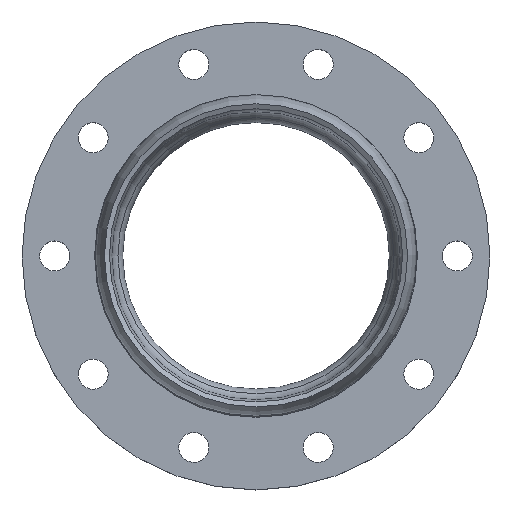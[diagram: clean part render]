
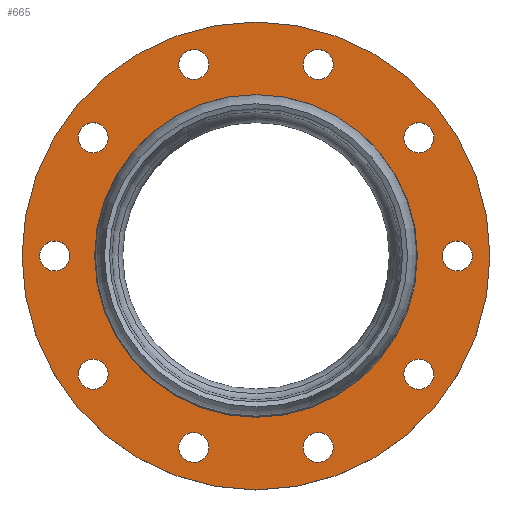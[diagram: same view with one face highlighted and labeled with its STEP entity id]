
A CAD part, top view. The second image highlights one B-rep face of the part: STEP entity #665.
In plain terms, the highlighted planar face has unit normal (0, 0, 1).
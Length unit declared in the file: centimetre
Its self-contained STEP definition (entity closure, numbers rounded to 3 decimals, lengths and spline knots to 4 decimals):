
#41=FACE_BOUND('',#113,.T.);
#42=FACE_BOUND('',#114,.T.);
#43=FACE_BOUND('',#115,.T.);
#44=FACE_BOUND('',#116,.T.);
#45=FACE_BOUND('',#117,.T.);
#46=FACE_BOUND('',#118,.T.);
#47=FACE_BOUND('',#119,.T.);
#48=FACE_BOUND('',#120,.T.);
#49=FACE_BOUND('',#121,.T.);
#50=FACE_BOUND('',#122,.T.);
#51=FACE_BOUND('',#123,.T.);
#63=PLANE('',#726);
#75=FACE_OUTER_BOUND('',#112,.T.);
#112=EDGE_LOOP('',(#483));
#113=EDGE_LOOP('',(#484));
#114=EDGE_LOOP('',(#485));
#115=EDGE_LOOP('',(#486));
#116=EDGE_LOOP('',(#487));
#117=EDGE_LOOP('',(#488));
#118=EDGE_LOOP('',(#489));
#119=EDGE_LOOP('',(#490));
#120=EDGE_LOOP('',(#491));
#121=EDGE_LOOP('',(#492));
#122=EDGE_LOOP('',(#493));
#123=EDGE_LOOP('',(#494));
#207=CIRCLE('',#697,5.5);
#209=CIRCLE('',#700,5.5);
#211=CIRCLE('',#703,5.5);
#213=CIRCLE('',#706,5.5);
#215=CIRCLE('',#709,5.5);
#217=CIRCLE('',#712,5.5);
#219=CIRCLE('',#715,5.5);
#221=CIRCLE('',#718,5.5);
#223=CIRCLE('',#721,5.5);
#225=CIRCLE('',#724,5.5);
#227=CIRCLE('',#727,86.);
#228=CIRCLE('',#728,57.7);
#282=VERTEX_POINT('',#1065);
#284=VERTEX_POINT('',#1071);
#286=VERTEX_POINT('',#1077);
#288=VERTEX_POINT('',#1083);
#290=VERTEX_POINT('',#1089);
#292=VERTEX_POINT('',#1095);
#294=VERTEX_POINT('',#1101);
#296=VERTEX_POINT('',#1107);
#298=VERTEX_POINT('',#1113);
#300=VERTEX_POINT('',#1119);
#302=VERTEX_POINT('',#1125);
#303=VERTEX_POINT('',#1127);
#345=EDGE_CURVE('',#282,#282,#207,.T.);
#348=EDGE_CURVE('',#284,#284,#209,.T.);
#351=EDGE_CURVE('',#286,#286,#211,.T.);
#354=EDGE_CURVE('',#288,#288,#213,.T.);
#357=EDGE_CURVE('',#290,#290,#215,.T.);
#360=EDGE_CURVE('',#292,#292,#217,.T.);
#363=EDGE_CURVE('',#294,#294,#219,.T.);
#366=EDGE_CURVE('',#296,#296,#221,.T.);
#369=EDGE_CURVE('',#298,#298,#223,.T.);
#372=EDGE_CURVE('',#300,#300,#225,.T.);
#375=EDGE_CURVE('',#302,#302,#227,.T.);
#376=EDGE_CURVE('',#303,#303,#228,.T.);
#483=ORIENTED_EDGE('',*,*,#375,.T.);
#484=ORIENTED_EDGE('',*,*,#345,.T.);
#485=ORIENTED_EDGE('',*,*,#348,.T.);
#486=ORIENTED_EDGE('',*,*,#351,.T.);
#487=ORIENTED_EDGE('',*,*,#354,.T.);
#488=ORIENTED_EDGE('',*,*,#357,.T.);
#489=ORIENTED_EDGE('',*,*,#360,.T.);
#490=ORIENTED_EDGE('',*,*,#363,.T.);
#491=ORIENTED_EDGE('',*,*,#366,.T.);
#492=ORIENTED_EDGE('',*,*,#369,.T.);
#493=ORIENTED_EDGE('',*,*,#372,.T.);
#494=ORIENTED_EDGE('',*,*,#376,.F.);
#665=ADVANCED_FACE('',(#75,#41,#42,#43,#44,#45,#46,#47,#48,#49,#50,#51),
#63,.T.);
#697=AXIS2_PLACEMENT_3D('',#1066,#815,#816);
#700=AXIS2_PLACEMENT_3D('',#1072,#822,#823);
#703=AXIS2_PLACEMENT_3D('',#1078,#829,#830);
#706=AXIS2_PLACEMENT_3D('',#1084,#836,#837);
#709=AXIS2_PLACEMENT_3D('',#1090,#843,#844);
#712=AXIS2_PLACEMENT_3D('',#1096,#850,#851);
#715=AXIS2_PLACEMENT_3D('',#1102,#857,#858);
#718=AXIS2_PLACEMENT_3D('',#1108,#864,#865);
#721=AXIS2_PLACEMENT_3D('',#1114,#871,#872);
#724=AXIS2_PLACEMENT_3D('',#1120,#878,#879);
#726=AXIS2_PLACEMENT_3D('',#1124,#883,#884);
#727=AXIS2_PLACEMENT_3D('',#1126,#885,#886);
#728=AXIS2_PLACEMENT_3D('',#1128,#887,#888);
#815=DIRECTION('center_axis',(0.,0.,
-1.));
#816=DIRECTION('ref_axis',(0.309,-0.951,0.));
#822=DIRECTION('center_axis',(0.,0.,
-1.));
#823=DIRECTION('ref_axis',(-0.309,-0.951,0.));
#829=DIRECTION('center_axis',(0.,0.,
-1.));
#830=DIRECTION('ref_axis',(1.,0.,0.));
#836=DIRECTION('center_axis',(0.,0.,
-1.));
#837=DIRECTION('ref_axis',(0.309,0.951,0.));
#843=DIRECTION('center_axis',(0.,0.,
-1.));
#844=DIRECTION('ref_axis',(-0.809,0.588,0.));
#850=DIRECTION('center_axis',(0.,0.,
-1.));
#851=DIRECTION('ref_axis',(-1.,0.,0.));
#857=DIRECTION('center_axis',(0.,0.,
-1.));
#858=DIRECTION('ref_axis',(-0.309,0.951,0.));
#864=DIRECTION('center_axis',(0.,0.,
-1.));
#865=DIRECTION('ref_axis',(0.809,0.588,0.));
#871=DIRECTION('center_axis',(0.,0.,
-1.));
#872=DIRECTION('ref_axis',(0.809,-0.588,0.));
#878=DIRECTION('center_axis',(0.,0.,
-1.));
#879=DIRECTION('ref_axis',(-0.809,-0.588,0.));
#883=DIRECTION('center_axis',(0.,0.,
1.));
#884=DIRECTION('ref_axis',(0.,-1.,0.));
#885=DIRECTION('center_axis',(0.,0.,
1.));
#886=DIRECTION('ref_axis',(1.,0.,0.));
#887=DIRECTION('center_axis',(0.,0.,
1.));
#888=DIRECTION('ref_axis',(1.,0.,0.));
#1065=CARTESIAN_POINT('',(168.8433,230.8248,-39.5));
#1066=CARTESIAN_POINT('Origin',(170.5429,225.594,-39.5));
#1071=CARTESIAN_POINT('',(217.977,230.8248,-39.5));
#1072=CARTESIAN_POINT('Origin',(216.2774,225.594,-39.5));
#1077=CARTESIAN_POINT('',(113.9102,155.2158,-39.5));
#1078=CARTESIAN_POINT('Origin',(119.4102,155.2158,-39.5));
#1083=CARTESIAN_POINT('',(168.8433,79.6068,-39.5));
#1084=CARTESIAN_POINT('Origin',(170.5429,84.8376,-39.5));
#1089=CARTESIAN_POINT('',(257.727,108.4869,-39.5));
#1090=CARTESIAN_POINT('Origin',(253.2774,111.7197,-39.5));
#1095=CARTESIAN_POINT('',(272.9102,155.2158,-39.5));
#1096=CARTESIAN_POINT('Origin',(267.4102,155.2158,-39.5));
#1101=CARTESIAN_POINT('',(217.977,79.6068,-39.5));
#1102=CARTESIAN_POINT('Origin',(216.2774,84.8376,-39.5));
#1107=CARTESIAN_POINT('',(129.0933,108.4869,-39.5));
#1108=CARTESIAN_POINT('Origin',(133.5429,111.7197,-39.5));
#1113=CARTESIAN_POINT('',(129.0933,201.9447,-39.5));
#1114=CARTESIAN_POINT('Origin',(133.5429,198.7119,-39.5));
#1119=CARTESIAN_POINT('',(257.727,201.9447,-39.5));
#1120=CARTESIAN_POINT('Origin',(253.2774,198.7119,-39.5));
#1124=CARTESIAN_POINT('Origin',(265.2602,155.2158,-39.5));
#1125=CARTESIAN_POINT('',(107.4102,155.2158,-39.5));
#1126=CARTESIAN_POINT('Origin',(193.4102,155.2158,-39.5));
#1127=CARTESIAN_POINT('',(135.7102,155.2158,-39.5));
#1128=CARTESIAN_POINT('Origin',(193.4102,155.2158,-39.5));
